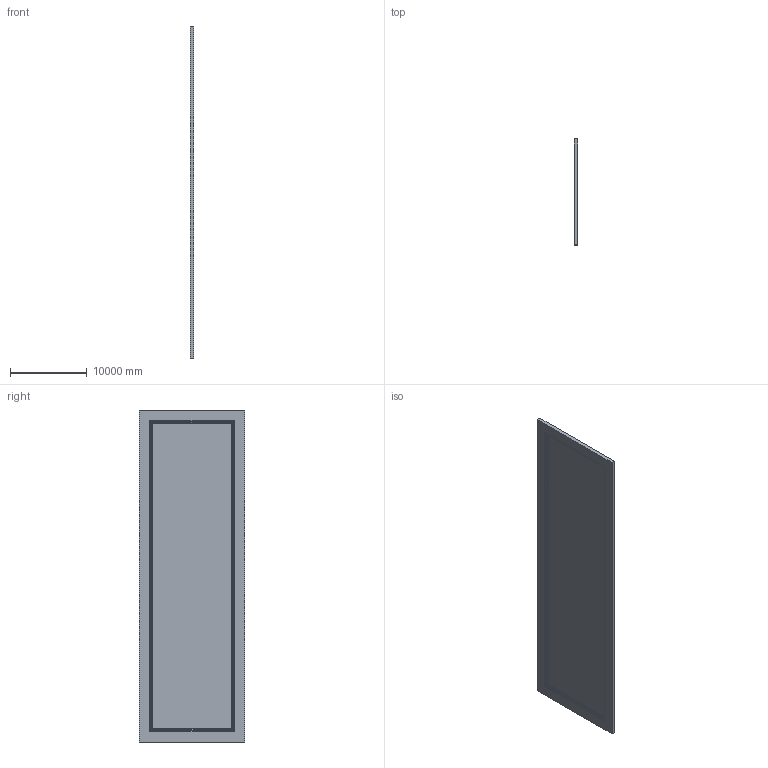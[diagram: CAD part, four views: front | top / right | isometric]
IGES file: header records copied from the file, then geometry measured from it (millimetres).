
Global section: file name: E24F; native system: AutoCAD 2016 - English; preprocessor: Autodesk Translation Framework DWG producer (atf_dwg_producer); organization: unknown; date: 20161003.094847; units: inch
Bounding box: 457.2 x 13716 x 43180 mm (x, y, z)
Volume: 140266511903.4 mm3; surface area: 1258646181.1 mm2
Topology: 1 solids, 1 shells, 32 faces, 68 edges, 40 vertices
Faces by surface type: bspline 32
